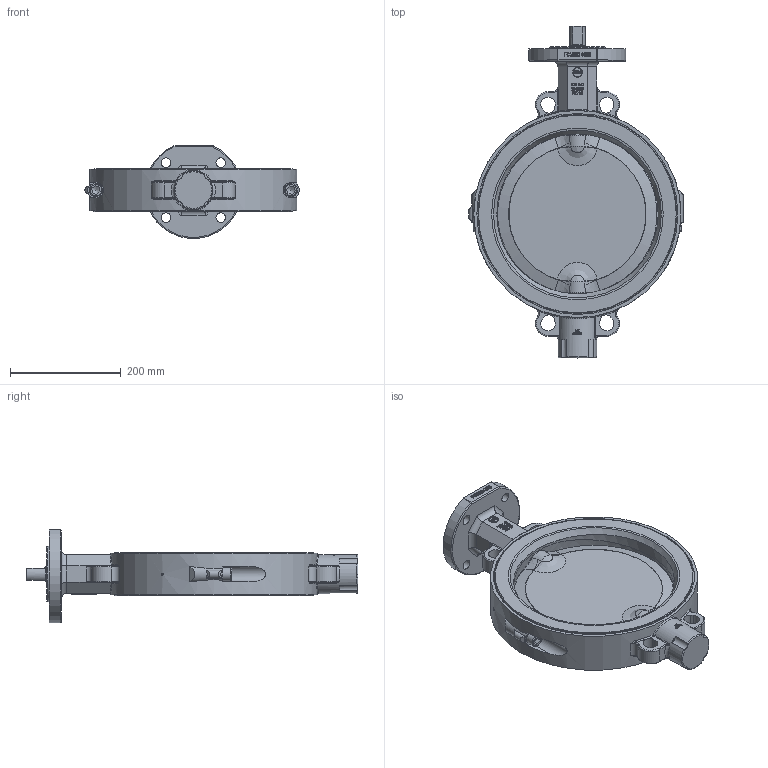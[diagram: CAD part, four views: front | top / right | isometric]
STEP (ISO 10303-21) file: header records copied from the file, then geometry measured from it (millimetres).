
FILE_DESCRIPTION((''),'2;1');
FILE_NAME('T211-C DN300.stp','2014-11-11T09:52:02',('hellwig'),(''),'Autodesk Inventor 2013','Autodesk Inventor 2013','');
FILE_SCHEMA(('AUTOMOTIVE_DESIGN { 1 0 10303 214 1 1 1 1 }'));
Length unit declared in the file: millimetre
Products named in the file (1): M21545_Shrinkwrap_1
Bounding box: 386.99 x 599.5 x 168.3 mm (x, y, z)
Volume: 5419223.9 mm3; surface area: 712956.8 mm2
Topology: 1 solids, 7 shells, 899 faces, 2304 edges, 1463 vertices
Faces by surface type: plane 344, bspline 309, cylinder 131, torus 59, cone 44, sphere 12
Full cylindrical faces by diameter (mm): 3 x2, 3.2 x2, 4.134 x1, 13.835 x2, 16 x2, 16.5 x2, 17.5 x4, 24 x2, 28 x1, 30 x3, 31 x1, 34 x3, 35 x2, 35.2 x1, 38 x1, 48 x2, 70 x1, 99.9 x1, 298.5 x1, 301.8 x2, 359 x2, 363 x2, 374 x1
Entity records: 45834 total; most frequent: CARTESIAN_POINT 26284, ORIENTED_EDGE 4322, DIRECTION 3057, EDGE_CURVE 2161, VERTEX_POINT 1431, EDGE_LOOP 1080, AXIS2_PLACEMENT_3D 1051, VECTOR 955
